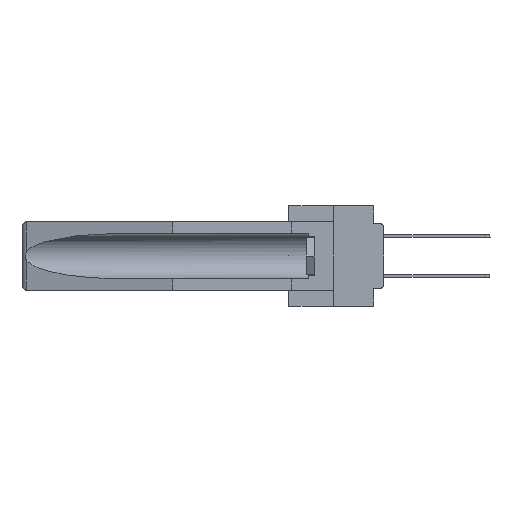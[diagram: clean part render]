
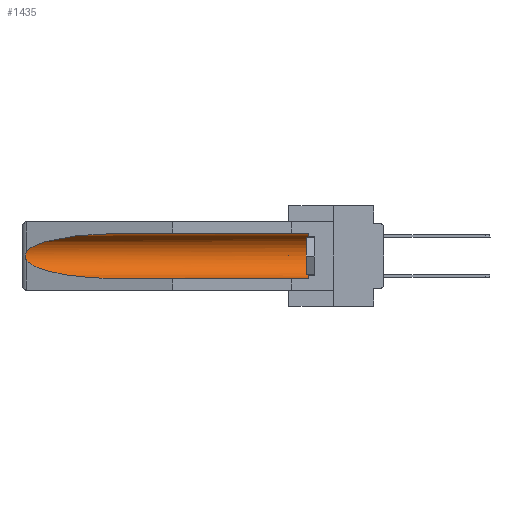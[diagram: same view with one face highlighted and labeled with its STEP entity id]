
A CAD part, left-side view. The second image highlights one B-rep face of the part: STEP entity #1435.
In plain terms, the highlighted cylindrical face has radius 2.857 mm (diameter 5.715 mm), a partial arc.
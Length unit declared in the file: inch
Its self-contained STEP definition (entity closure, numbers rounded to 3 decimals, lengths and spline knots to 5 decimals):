
#422 = CARTESIAN_POINT ( 'NONE',  ( 0.21114, 1.30732, -0.284 ) ) ;
#434 = EDGE_CURVE ( 'NONE', #17095, #13175, #35148, .T. ) ;
#1435 = ADVANCED_FACE ( 'NONE', ( #14207 ), #26494, .F. ) ;
#2096 = CARTESIAN_POINT ( 'NONE',  ( 0.26537, 1.52718, -0.19328 ) ) ;
#3248 =( BOUNDED_CURVE ( )  B_SPLINE_CURVE ( 3, ( #12888, #37073, #422, #9459 ),
 .UNSPECIFIED., .F., .F. ) 
 B_SPLINE_CURVE_WITH_KNOTS ( ( 4, 4 ),
 ( 0.1948, 1.5708 ),
 .UNSPECIFIED. ) 
 CURVE ( )  GEOMETRIC_REPRESENTATION_ITEM ( )  RATIONAL_B_SPLINE_CURVE ( ( 1., 0.848, 0.848, 1. ) ) 
 REPRESENTATION_ITEM ( '' )  );
#5293 = CARTESIAN_POINT ( 'NONE',  ( 0.26597, 1.52961, -0.15275 ) ) ;
#5876 = EDGE_CURVE ( 'NONE', #24386, #23261, #16406, .T. ) ;
#5911 = CARTESIAN_POINT ( 'NONE',  ( 0.155, 0.126, -0.059 ) ) ;
#6517 = DIRECTION ( 'NONE',  ( 0., 0., 1. ) ) ;
#7556 = CIRCLE ( 'NONE', #13374, 0.1125 ) ;
#8126 = CARTESIAN_POINT ( 'NONE',  ( 0.21114, 1.30732, -0.059 ) ) ;
#8311 = CARTESIAN_POINT ( 'NONE',  ( 0.2673, 1.53269, -0.17917 ) ) ;
#9459 = CARTESIAN_POINT ( 'NONE',  ( 0.155, 1.07973, -0.284 ) ) ;
#10146 = DIRECTION ( 'NONE',  ( 0., 1., 0. ) ) ;
#10731 = CARTESIAN_POINT ( 'NONE',  ( 0.26537, 1.52718, -0.14972 ) ) ;
#11187 = CARTESIAN_POINT ( 'NONE',  ( 0.155, -0.30754, -0.1715 ) ) ;
#11589 = ORIENTED_EDGE ( 'NONE', *, *, #37955, .F. ) ;
#12888 = CARTESIAN_POINT ( 'NONE',  ( 0.26537, 1.52718, -0.19328 ) ) ;
#13175 = VERTEX_POINT ( 'NONE', #17439 ) ;
#13374 = AXIS2_PLACEMENT_3D ( 'NONE', #28038, #31461, #30868 ) ;
#14207 = FACE_OUTER_BOUND ( 'NONE', #23877, .T. ) ;
#16406 = LINE ( 'NONE', #28687, #33826 ) ;
#16783 = CARTESIAN_POINT ( 'NONE',  ( 0.26655, 1.53094, -0.18657 ) ) ;
#16798 = CARTESIAN_POINT ( 'NONE',  ( 0.155, 1.07973, -0.059 ) ) ;
#16880 = EDGE_CURVE ( 'NONE', #13175, #30216, #3248, .T. ) ;
#17095 = VERTEX_POINT ( 'NONE', #39074 ) ;
#17439 = CARTESIAN_POINT ( 'NONE',  ( 0.26537, 1.52718, -0.19328 ) ) ;
#18639 = ORIENTED_EDGE ( 'NONE', *, *, #16880, .T. ) ;
#18778 = LINE ( 'NONE', #22215, #36215 ) ;
#20004 = CARTESIAN_POINT ( 'NONE',  ( 0.2675, 1.53308, -0.17534 ) ) ;
#22215 = CARTESIAN_POINT ( 'NONE',  ( 0.155, -0.30754, -0.284 ) ) ;
#22803 = CARTESIAN_POINT ( 'NONE',  ( 0.155, 1.07973, -0.284 ) ) ;
#23035 = CARTESIAN_POINT ( 'NONE',  ( 0.2673, 1.5327, -0.16383 ) ) ;
#23239 = CARTESIAN_POINT ( 'NONE',  ( 0.26537, 1.52718, -0.14972 ) ) ;
#23261 = VERTEX_POINT ( 'NONE', #34633 ) ;
#23429 = CARTESIAN_POINT ( 'NONE',  ( 0.2675, 1.53308, -0.16763 ) ) ;
#23484 = DIRECTION ( 'NONE',  ( 0., 1., 0. ) ) ;
#23877 = EDGE_LOOP ( 'NONE', ( #34271, #34516, #18639, #11589, #27856, #37514 ) ) ;
#24386 = VERTEX_POINT ( 'NONE', #5911 ) ;
#24522 = VERTEX_POINT ( 'NONE', #31077 ) ;
#26494 = CYLINDRICAL_SURFACE ( 'NONE', #32378, 0.1125 ) ;
#27119 =( BOUNDED_CURVE ( )  B_SPLINE_CURVE ( 3, ( #16798, #8126, #32717, #23239 ),
 .UNSPECIFIED., .F., .F. ) 
 B_SPLINE_CURVE_WITH_KNOTS ( ( 4, 4 ),
 ( 4.71239, 6.08839 ),
 .UNSPECIFIED. ) 
 CURVE ( )  GEOMETRIC_REPRESENTATION_ITEM ( )  RATIONAL_B_SPLINE_CURVE ( ( 1., 0.848, 0.848, 1. ) ) 
 REPRESENTATION_ITEM ( '' )  );
#27856 = ORIENTED_EDGE ( 'NONE', *, *, #36573, .T. ) ;
#28038 = CARTESIAN_POINT ( 'NONE',  ( 0.155, 0.126, -0.1715 ) ) ;
#28242 = DIRECTION ( 'NONE',  ( 0., 1., 0. ) ) ;
#28687 = CARTESIAN_POINT ( 'NONE',  ( 0.155, -0.30754, -0.059 ) ) ;
#30216 = VERTEX_POINT ( 'NONE', #22803 ) ;
#30868 = DIRECTION ( 'NONE',  ( 0., 0., 1. ) ) ;
#31077 = CARTESIAN_POINT ( 'NONE',  ( 0.155, 0.126, -0.284 ) ) ;
#31461 = DIRECTION ( 'NONE',  ( 0., -1., 0. ) ) ;
#32378 = AXIS2_PLACEMENT_3D ( 'NONE', #11187, #23484, #6517 ) ;
#32717 = CARTESIAN_POINT ( 'NONE',  ( 0.25451, 1.48313, -0.09465 ) ) ;
#32892 = CARTESIAN_POINT ( 'NONE',  ( 0.26654, 1.53092, -0.15636 ) ) ;
#33826 = VECTOR ( 'NONE', #10146, 39.37008 ) ;
#34271 = ORIENTED_EDGE ( 'NONE', *, *, #36367, .T. ) ;
#34516 = ORIENTED_EDGE ( 'NONE', *, *, #434, .T. ) ;
#34633 = CARTESIAN_POINT ( 'NONE',  ( 0.155, 1.07973, -0.059 ) ) ;
#35148 = B_SPLINE_CURVE_WITH_KNOTS ( 'NONE', 3,
 ( #10731, #5293, #32892, #23035, #23429, #20004, #8311, #16783, #35507, #2096 ),
 .UNSPECIFIED., .F., .F.,
 ( 4, 2, 2, 2, 4 ),
 ( 0., 0.00029, 0.00058, 0.00087, 0.00117 ),
 .UNSPECIFIED. ) ;
#35507 = CARTESIAN_POINT ( 'NONE',  ( 0.26597, 1.5296, -0.19026 ) ) ;
#36215 = VECTOR ( 'NONE', #28242, 39.37008 ) ;
#36367 = EDGE_CURVE ( 'NONE', #23261, #17095, #27119, .T. ) ;
#36573 = EDGE_CURVE ( 'NONE', #24522, #24386, #7556, .T. ) ;
#37073 = CARTESIAN_POINT ( 'NONE',  ( 0.25451, 1.48313, -0.24835 ) ) ;
#37514 = ORIENTED_EDGE ( 'NONE', *, *, #5876, .T. ) ;
#37955 = EDGE_CURVE ( 'NONE', #24522, #30216, #18778, .T. ) ;
#39074 = CARTESIAN_POINT ( 'NONE',  ( 0.26537, 1.52718, -0.14972 ) ) ;
